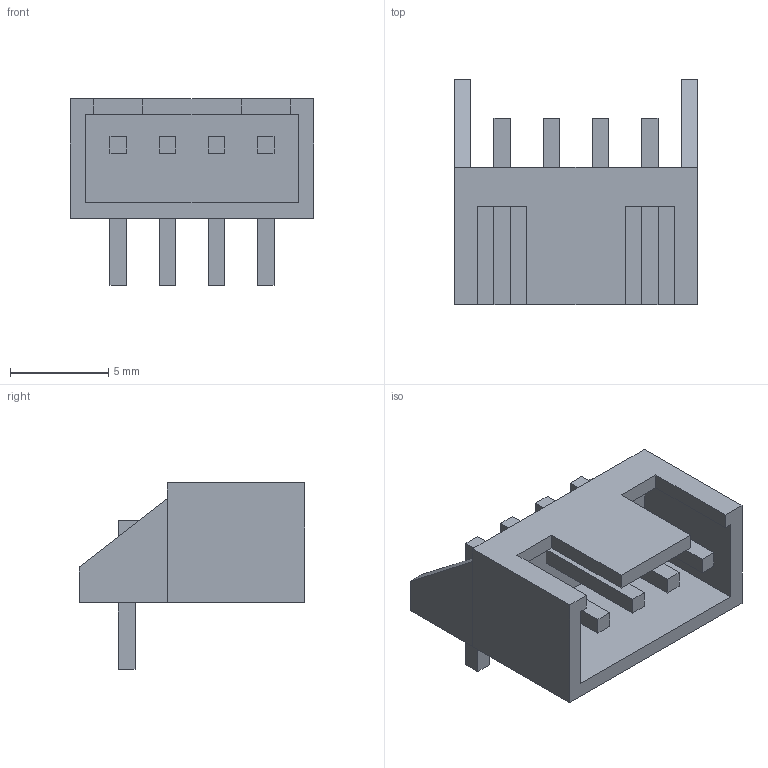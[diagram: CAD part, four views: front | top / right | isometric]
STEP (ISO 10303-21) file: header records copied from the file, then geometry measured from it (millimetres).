
FILE_DESCRIPTION(('FreeCAD Model'),'2;1');
FILE_NAME('Open CASCADE Shape Model','2024-02-04T15:15:08',(''),(''), 'Open CASCADE STEP processor 7.6','FreeCAD','Unknown');
FILE_SCHEMA(('AUTOMOTIVE_DESIGN { 1 0 10303 214 1 1 1 1 }'));
Length unit declared in the file: millimetre
Products named in the file (4): Part; Body; Array; Body1
Assembly tree (6 placements, depth 3):
  Part
    Body
    Array
      Body1  x4
Bounding box: 12.4 x 11.5 x 9.5 mm (x, y, z)
Volume: 282.3 mm3; surface area: 867.9 mm2
Topology: 5 solids, 5 shells, 63 faces, 149 edges, 96 vertices
Faces by surface type: plane 63
Entity records: 831 total; most frequent: ORIENTED_EDGE 155, CARTESIAN_POINT 95, EDGE_CURVE 95, LINE 81, VERTEX_POINT 60, DIRECTION 46, ADVANCED_FACE 39, FACE_BOUND 39
